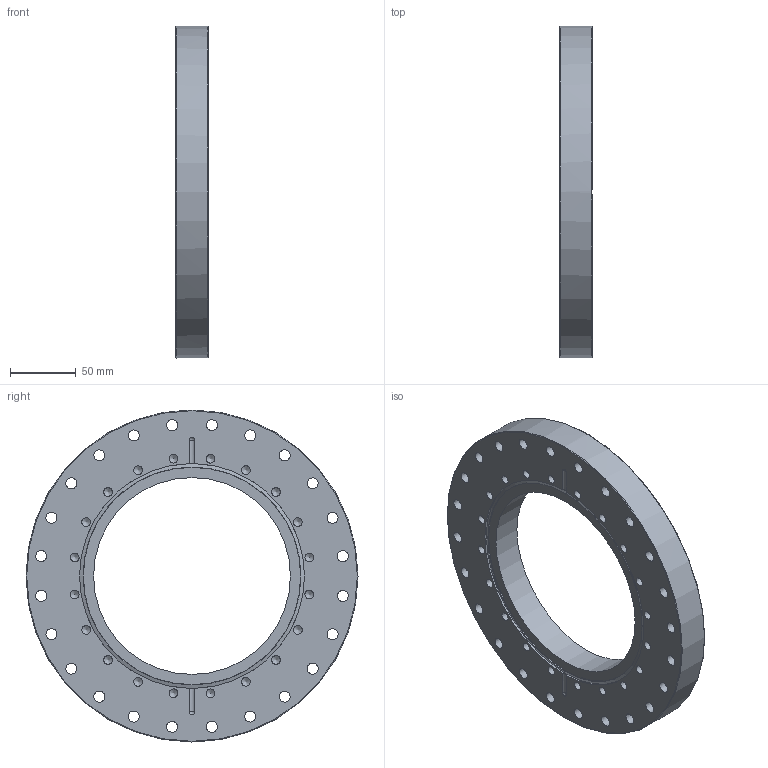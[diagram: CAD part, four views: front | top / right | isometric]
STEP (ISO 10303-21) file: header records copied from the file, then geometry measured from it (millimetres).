
FILE_DESCRIPTION((''),'2;1');
FILE_NAME('ZL2015-316LNS.stp','2009-03-13T14:52:16',('hasers'),(''),'Autodesk Inventor 2008','Autodesk Inventor 2008','');
FILE_SCHEMA(('AUTOMOTIVE_DESIGN { 1 0 10303 214 1 1 1 1 }'));
Length unit declared in the file: millimetre
Products named in the file (1): ZL2015-316LNS
Bounding box: 25 x 253 x 253 mm (x, y, z)
Volume: 739945 mm3; surface area: 117148.9 mm2
Topology: 1 solids, 1 shells, 86 faces, 268 edges, 185 vertices
Faces by surface type: bspline 66, cylinder 8, plane 5, cone 4, torus 3
Full cylindrical faces by diameter (mm): 150 x1, 171.4 x1, 222.3 x1, 253 x1
Entity records: 3202 total; most frequent: CARTESIAN_POINT 1607, DIRECTION 270, ORIENTED_EDGE 256, EDGE_LOOP 210, AXIS2_PLACEMENT_3D 131, EDGE_CURVE 128, FACE_BOUND 124, VERTEX_POINT 118
